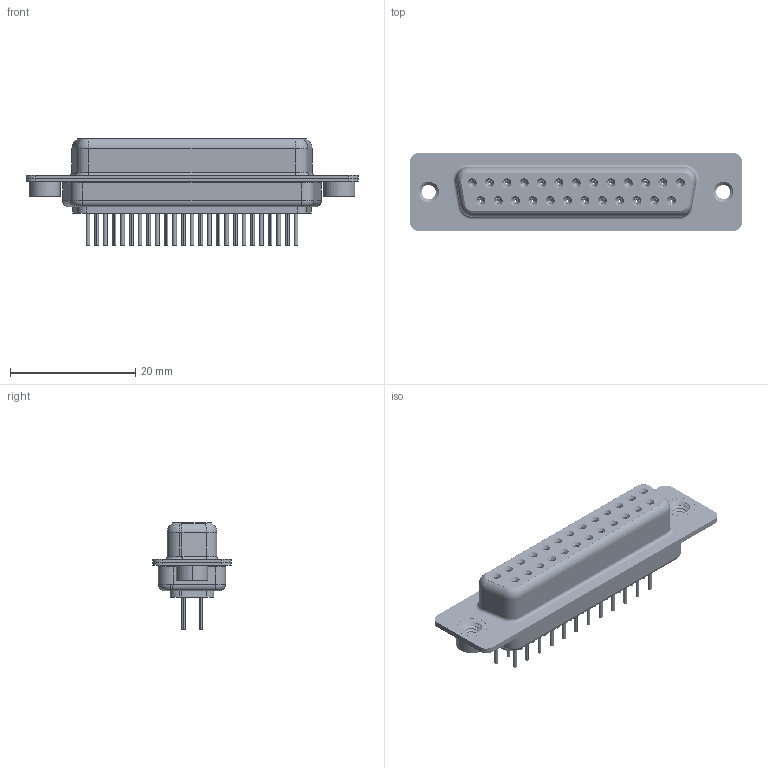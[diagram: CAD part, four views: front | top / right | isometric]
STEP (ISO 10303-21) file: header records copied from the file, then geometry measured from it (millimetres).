
FILE_DESCRIPTION (( 'STEP AP203' ), '1' );
FILE_NAME ('MHDD-25FNS-C1.STEP', '2025-11-12T17:05:16', ( '' ), ( '' ), 'SwSTEP 2.0', 'SolidWorks 2023', '' );
FILE_SCHEMA (( 'CONFIG_CONTROL_DESIGN' ));
Length unit declared in the file: millimetre
Products named in the file (7): MHDD Shell Front_25 Contacts; MHDD-25FNS-C1; MHDD Contact Row 1_20L; MHDD 4-40 Threaded Standoff BS; MHDD Shell Rear_25 Contacts; MHDD Contact Row 2_20L; MHDD Housing_25 LP
Assembly tree (30 placements, depth 2):
  MHDD-25FNS-C1
    MHDD Housing_25 LP
    MHDD Shell Front_25 Contacts
    MHDD Shell Rear_25 Contacts
    MHDD Contact Row 1_20L  x13
    MHDD Contact Row 2_20L  x12
    MHDD 4-40 Threaded Standoff BS  x2
Bounding box: 53.03 x 12.55 x 17.02 mm (x, y, z)
Volume: 3695.1 mm3; surface area: 9069 mm2
Topology: 30 solids, 30 shells, 3454 faces, 8783 edges, 5450 vertices
Faces by surface type: cylinder 960, plane 842, torus 707, bspline 506, cone 439
Entity records: 27960 total; most frequent: CARTESIAN_POINT 7904, DIRECTION 4124, ORIENTED_EDGE 3770, EDGE_CURVE 1885, AXIS2_PLACEMENT_3D 1727, VERTEX_POINT 1186, EDGE_LOOP 943, CIRCLE 942
